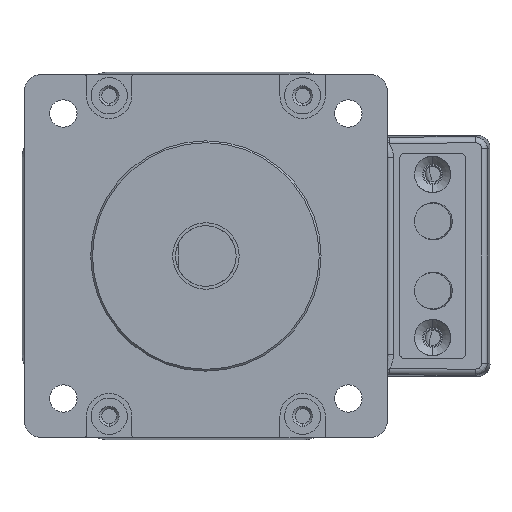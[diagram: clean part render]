
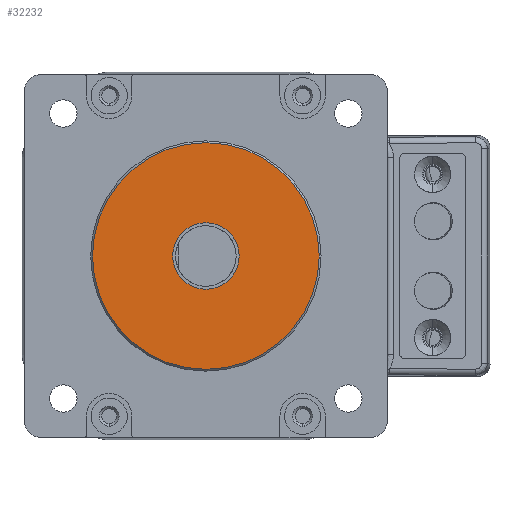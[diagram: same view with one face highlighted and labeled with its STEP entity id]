
A CAD part, front view. The second image highlights one B-rep face of the part: STEP entity #32232.
In plain terms, the highlighted face is planar.
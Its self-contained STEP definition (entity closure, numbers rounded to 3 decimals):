
#29640=CARTESIAN_POINT('',(0.,0.,-1.2));
#29641=DIRECTION('',(0.,0.,1.));
#29642=DIRECTION('',(1.,0.,0.));
#29643=AXIS2_PLACEMENT_3D('',#29640,#29641,#29642);
#29645=CARTESIAN_POINT('',(0.,0.,-1.2));
#29646=DIRECTION('',(0.,0.,1.));
#29647=DIRECTION('',(-1.,0.,0.));
#29648=AXIS2_PLACEMENT_3D('',#29645,#29646,#29647);
#29650=CARTESIAN_POINT('',(0.,0.,-1.2));
#29651=DIRECTION('',(0.,0.,-1.));
#29652=DIRECTION('',(1.,0.,0.));
#29653=AXIS2_PLACEMENT_3D('',#29650,#29651,#29652);
#29655=CARTESIAN_POINT('',(0.,0.,-1.2));
#29656=DIRECTION('',(0.,0.,-1.));
#29657=DIRECTION('',(-1.,0.,0.));
#29658=AXIS2_PLACEMENT_3D('',#29655,#29656,#29657);
#31679=CARTESIAN_POINT('',(5.5,0.,-1.2));
#31680=CARTESIAN_POINT('',(-5.5,0.,-1.2));
#31681=VERTEX_POINT('',#31679);
#31682=VERTEX_POINT('',#31680);
#32061=CARTESIAN_POINT('',(18.75,0.,-1.2));
#32062=CARTESIAN_POINT('',(-18.75,0.,-1.2));
#32063=VERTEX_POINT('',#32061);
#32064=VERTEX_POINT('',#32062);
#32216=CARTESIAN_POINT('',(0.,0.,-1.2));
#32217=DIRECTION('',(0.,0.,-1.));
#32218=DIRECTION('',(-1.,0.,0.));
#32219=AXIS2_PLACEMENT_3D('',#32216,#32217,#32218);
#32220=PLANE('',#32219);
#32221=ORIENTED_EDGE('',*,*,#32206,.F.);
#32223=ORIENTED_EDGE('',*,*,#32222,.F.);
#32224=EDGE_LOOP('',(#32221,#32223));
#32225=FACE_OUTER_BOUND('',#32224,.F.);
#32227=ORIENTED_EDGE('',*,*,#32226,.F.);
#32229=ORIENTED_EDGE('',*,*,#32228,.F.);
#32230=EDGE_LOOP('',(#32227,#32229));
#32231=FACE_BOUND('',#32230,.F.);
#32232=ADVANCED_FACE('',(#32225,#32231),#32220,.T.);
#29644=CIRCLE('',#29643,5.5);
#29649=CIRCLE('',#29648,5.5);
#29654=CIRCLE('',#29653,18.75);
#29659=CIRCLE('',#29658,18.75);
#32206=EDGE_CURVE('',#32063,#32064,#29654,.T.);
#32222=EDGE_CURVE('',#32064,#32063,#29659,.T.);
#32226=EDGE_CURVE('',#31681,#31682,#29644,.T.);
#32228=EDGE_CURVE('',#31682,#31681,#29649,.T.);
